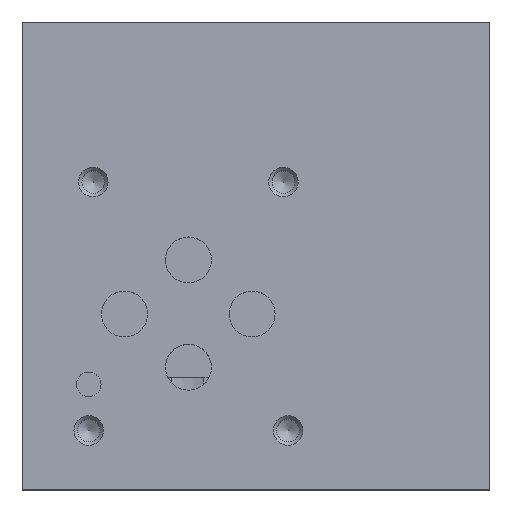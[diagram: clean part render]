
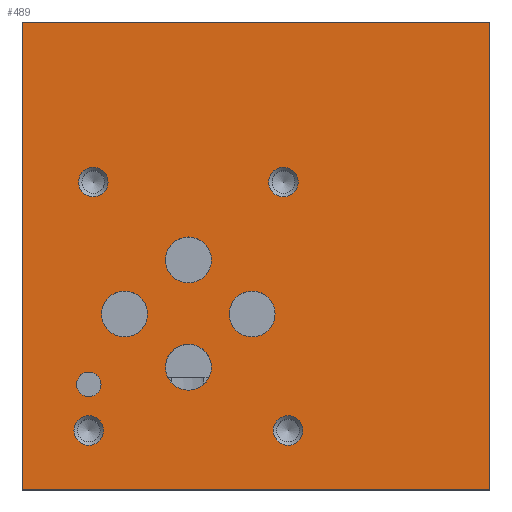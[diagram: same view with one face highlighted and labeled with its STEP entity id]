
A CAD part, top view. The second image highlights one B-rep face of the part: STEP entity #489.
In plain terms, the highlighted planar face has unit normal (0, 0, 1).
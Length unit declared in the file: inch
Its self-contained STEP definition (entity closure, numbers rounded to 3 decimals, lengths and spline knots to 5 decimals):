
#489 = ADVANCED_FACE( '', ( #1182, #1183, #1184, #1185, #1186, #1187, #1188, #1189, #1190, #1191 ), #1192, .F. );
#1182 = FACE_BOUND( '', #2091, .T. );
#1183 = FACE_BOUND( '', #2092, .T. );
#1184 = FACE_BOUND( '', #2093, .T. );
#1185 = FACE_BOUND( '', #2094, .T. );
#1186 = FACE_BOUND( '', #2095, .T. );
#1187 = FACE_BOUND( '', #2096, .T. );
#1188 = FACE_BOUND( '', #2097, .T. );
#1189 = FACE_BOUND( '', #2098, .T. );
#1190 = FACE_BOUND( '', #2099, .T. );
#1191 = FACE_OUTER_BOUND( '', #2100, .T. );
#1192 = PLANE( '', #2101 );
#2091 = EDGE_LOOP( '', ( #3570 ) );
#2092 = EDGE_LOOP( '', ( #3571 ) );
#2093 = EDGE_LOOP( '', ( #3572 ) );
#2094 = EDGE_LOOP( '', ( #3573 ) );
#2095 = EDGE_LOOP( '', ( #3574 ) );
#2096 = EDGE_LOOP( '', ( #3575 ) );
#2097 = EDGE_LOOP( '', ( #3576 ) );
#2098 = EDGE_LOOP( '', ( #3577 ) );
#2099 = EDGE_LOOP( '', ( #3578 ) );
#2100 = EDGE_LOOP( '', ( #3579, #3580, #3581, #3582 ) );
#2101 = AXIS2_PLACEMENT_3D( '', #3583, #3584, #3585 );
#3570 = ORIENTED_EDGE( '', *, *, #5390, .F. );
#3571 = ORIENTED_EDGE( '', *, *, #5391, .F. );
#3572 = ORIENTED_EDGE( '', *, *, #5392, .F. );
#3573 = ORIENTED_EDGE( '', *, *, #5393, .F. );
#3574 = ORIENTED_EDGE( '', *, *, #5342, .F. );
#3575 = ORIENTED_EDGE( '', *, *, #5394, .F. );
#3576 = ORIENTED_EDGE( '', *, *, #5344, .F. );
#3577 = ORIENTED_EDGE( '', *, *, #5143, .F. );
#3578 = ORIENTED_EDGE( '', *, *, #5340, .F. );
#3579 = ORIENTED_EDGE( '', *, *, #5395, .T. );
#3580 = ORIENTED_EDGE( '', *, *, #4994, .F. );
#3581 = ORIENTED_EDGE( '', *, *, #5288, .F. );
#3582 = ORIENTED_EDGE( '', *, *, #5396, .T. );
#3583 = CARTESIAN_POINT( '', ( 3., 3., 3. ) );
#3584 = DIRECTION( '', ( 0., 0., -1. ) );
#3585 = DIRECTION( '', ( -1., 0., 0. ) );
#4994 = EDGE_CURVE( '', #5954, #5949, #5956, .T. );
#5143 = EDGE_CURVE( '', #6202, #6202, #6203, .T. );
#5288 = EDGE_CURVE( '', #6434, #5954, #6436, .T. );
#5340 = EDGE_CURVE( '', #6505, #6505, #6506, .T. );
#5342 = EDGE_CURVE( '', #6508, #6508, #6509, .T. );
#5344 = EDGE_CURVE( '', #6511, #6511, #6512, .T. );
#5390 = EDGE_CURVE( '', #6577, #6577, #6578, .T. );
#5391 = EDGE_CURVE( '', #6579, #6579, #6580, .T. );
#5392 = EDGE_CURVE( '', #6581, #6581, #6582, .T. );
#5393 = EDGE_CURVE( '', #6583, #6583, #6584, .T. );
#5394 = EDGE_CURVE( '', #6585, #6585, #6586, .T. );
#5395 = EDGE_CURVE( '', #6587, #5949, #6588, .T. );
#5396 = EDGE_CURVE( '', #6434, #6587, #6589, .T. );
#5949 = VERTEX_POINT( '', #7287 );
#5954 = VERTEX_POINT( '', #7294 );
#5956 = LINE( '', #7297, #7298 );
#6202 = VERTEX_POINT( '', #7637 );
#6203 = CIRCLE( '', #7638, 0.1475 );
#6434 = VERTEX_POINT( '', #7959 );
#6436 = LINE( '', #7962, #7963 );
#6505 = VERTEX_POINT( '', #8058 );
#6506 = CIRCLE( '', #8059, 0.1475 );
#6508 = VERTEX_POINT( '', #8061 );
#6509 = CIRCLE( '', #8062, 0.079 );
#6511 = VERTEX_POINT( '', #8064 );
#6512 = CIRCLE( '', #8065, 0.1475 );
#6577 = VERTEX_POINT( '', #8154 );
#6578 = CIRCLE( '', #8155, 0.095 );
#6579 = VERTEX_POINT( '', #8156 );
#6580 = CIRCLE( '', #8157, 0.095 );
#6581 = VERTEX_POINT( '', #8158 );
#6582 = CIRCLE( '', #8159, 0.095 );
#6583 = VERTEX_POINT( '', #8160 );
#6584 = CIRCLE( '', #8161, 0.095 );
#6585 = VERTEX_POINT( '', #8162 );
#6586 = CIRCLE( '', #8163, 0.1475 );
#6587 = VERTEX_POINT( '', #8164 );
#6588 = LINE( '', #8165, #8166 );
#6589 = LINE( '', #8167, #8168 );
#7287 = CARTESIAN_POINT( '', ( 0., 0., 3. ) );
#7294 = CARTESIAN_POINT( '', ( 3., 0., 3. ) );
#7297 = CARTESIAN_POINT( '', ( 3., 0., 3. ) );
#7298 = VECTOR( '', #8924, 39.37008 );
#7637 = CARTESIAN_POINT( '', ( 1.6225, 1.125, 3. ) );
#7638 = AXIS2_PLACEMENT_3D( '', #9112, #9113, #9114 );
#7959 = CARTESIAN_POINT( '', ( 3., 3., 3. ) );
#7962 = CARTESIAN_POINT( '', ( 3., 3., 3. ) );
#7963 = VECTOR( '', #9266, 39.37008 );
#8058 = CARTESIAN_POINT( '', ( 0.8035, 1.125, 3. ) );
#8059 = AXIS2_PLACEMENT_3D( '', #9317, #9318, #9319 );
#8061 = CARTESIAN_POINT( '', ( 0.505, 0.673, 3. ) );
#8062 = AXIS2_PLACEMENT_3D( '', #9320, #9321, #9322 );
#8064 = CARTESIAN_POINT( '', ( 1.2135, 1.472, 3. ) );
#8065 = AXIS2_PLACEMENT_3D( '', #9323, #9324, #9325 );
#8154 = CARTESIAN_POINT( '', ( 0.55, 1.972, 3. ) );
#8155 = AXIS2_PLACEMENT_3D( '', #9374, #9375, #9376 );
#8156 = CARTESIAN_POINT( '', ( 0.521, 0.377, 3. ) );
#8157 = AXIS2_PLACEMENT_3D( '', #9377, #9378, #9379 );
#8158 = CARTESIAN_POINT( '', ( 1.801, 0.377, 3. ) );
#8159 = AXIS2_PLACEMENT_3D( '', #9380, #9381, #9382 );
#8160 = CARTESIAN_POINT( '', ( 1.771, 1.972, 3. ) );
#8161 = AXIS2_PLACEMENT_3D( '', #9383, #9384, #9385 );
#8162 = CARTESIAN_POINT( '', ( 1.2135, 0.783, 3. ) );
#8163 = AXIS2_PLACEMENT_3D( '', #9386, #9387, #9388 );
#8164 = CARTESIAN_POINT( '', ( 0., 3., 3. ) );
#8165 = CARTESIAN_POINT( '', ( 0., 3., 3. ) );
#8166 = VECTOR( '', #9389, 39.37008 );
#8167 = CARTESIAN_POINT( '', ( 3., 3., 3. ) );
#8168 = VECTOR( '', #9390, 39.37008 );
#8924 = DIRECTION( '', ( -1., 0., 0. ) );
#9112 = CARTESIAN_POINT( '', ( 1.475, 1.125, 3. ) );
#9113 = DIRECTION( '', ( 0., 0., 1. ) );
#9114 = DIRECTION( '', ( 1., 0., 0. ) );
#9266 = DIRECTION( '', ( 0., -1., 0. ) );
#9317 = CARTESIAN_POINT( '', ( 0.656, 1.125, 3. ) );
#9318 = DIRECTION( '', ( 0., 0., 1. ) );
#9319 = DIRECTION( '', ( 1., 0., 0. ) );
#9320 = CARTESIAN_POINT( '', ( 0.426, 0.673, 3. ) );
#9321 = DIRECTION( '', ( 0., 0., 1. ) );
#9322 = DIRECTION( '', ( 1., 0., 0. ) );
#9323 = CARTESIAN_POINT( '', ( 1.066, 1.472, 3. ) );
#9324 = DIRECTION( '', ( 0., 0., 1. ) );
#9325 = DIRECTION( '', ( 1., 0., 0. ) );
#9374 = CARTESIAN_POINT( '', ( 0.455, 1.972, 3. ) );
#9375 = DIRECTION( '', ( 0., 0., 1. ) );
#9376 = DIRECTION( '', ( 1., 0., 0. ) );
#9377 = CARTESIAN_POINT( '', ( 0.426, 0.377, 3. ) );
#9378 = DIRECTION( '', ( 0., 0., 1. ) );
#9379 = DIRECTION( '', ( 1., 0., 0. ) );
#9380 = CARTESIAN_POINT( '', ( 1.706, 0.377, 3. ) );
#9381 = DIRECTION( '', ( 0., 0., 1. ) );
#9382 = DIRECTION( '', ( 1., 0., 0. ) );
#9383 = CARTESIAN_POINT( '', ( 1.676, 1.972, 3. ) );
#9384 = DIRECTION( '', ( 0., 0., 1. ) );
#9385 = DIRECTION( '', ( 1., 0., 0. ) );
#9386 = CARTESIAN_POINT( '', ( 1.066, 0.783, 3. ) );
#9387 = DIRECTION( '', ( 0., 0., 1. ) );
#9388 = DIRECTION( '', ( 1., 0., 0. ) );
#9389 = DIRECTION( '', ( 0., -1., 0. ) );
#9390 = DIRECTION( '', ( -1., 0., 0. ) );
